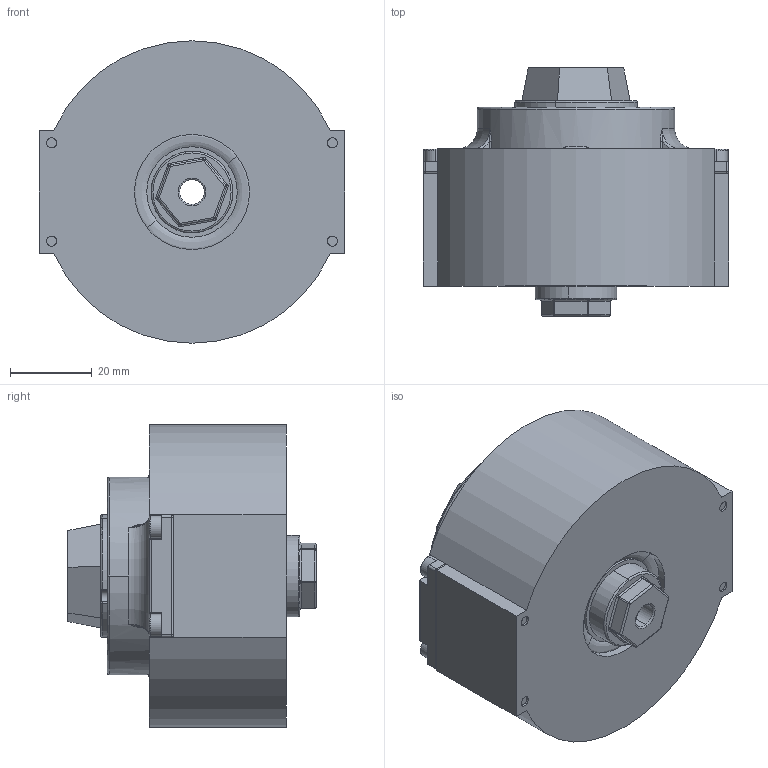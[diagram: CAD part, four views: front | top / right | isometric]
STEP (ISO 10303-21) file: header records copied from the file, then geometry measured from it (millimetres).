
FILE_DESCRIPTION (( 'STEP AP203' ), '1' );
FILE_NAME ('asm_precessing_reducer.STEP', '2025-05-28T12:38:33', ( '' ), ( '' ), 'SwSTEP 2.0', 'SolidWorks 2023', '' );
FILE_SCHEMA (( 'CONFIG_CONTROL_DESIGN' ));
Length unit declared in the file: millimetre
Products named in the file (12): mainGearBody; skf61804_1000804; gear2; gear3; cup; outputSaft; 61802SSZZ; Spacer_ring; socket head cap screw_din_DIN 912 M3 x 30 --- 30N; precessor; asm_precessing_reducer; skf61806a
Assembly tree (15 placements, depth 2):
  asm_precessing_reducer
    mainGearBody
    skf61804_1000804
    precessor
    61802SSZZ
    gear3
    gear2
    outputSaft
    skf61806a  x2
    cup
    socket head cap screw_din_DIN 912 M3 x 30 --- 30N  x4
    Spacer_ring
Bounding box: 74.6 x 60.64 x 73.9 mm (x, y, z)
Volume: 124063.9 mm3; surface area: 84599.6 mm2
Topology: 15 solids, 15 shells, 1884 faces, 5338 edges, 3486 vertices
Faces by surface type: bspline 662, cylinder 346, plane 316, torus 280, cone 268, sphere 12
Entity records: 85314 total; most frequent: CARTESIAN_POINT 44681, ORIENTED_EDGE 10196, DIRECTION 5848, EDGE_CURVE 5098, VERTEX_POINT 3359, B_SPLINE_CURVE_WITH_KNOTS 2547, AXIS2_PLACEMENT_3D 2536, EDGE_LOOP 1841
